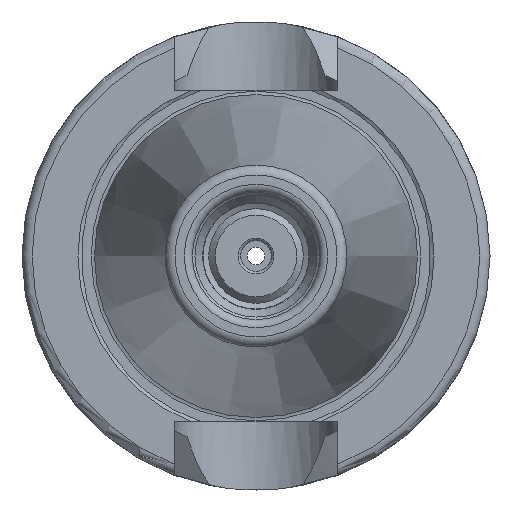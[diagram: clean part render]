
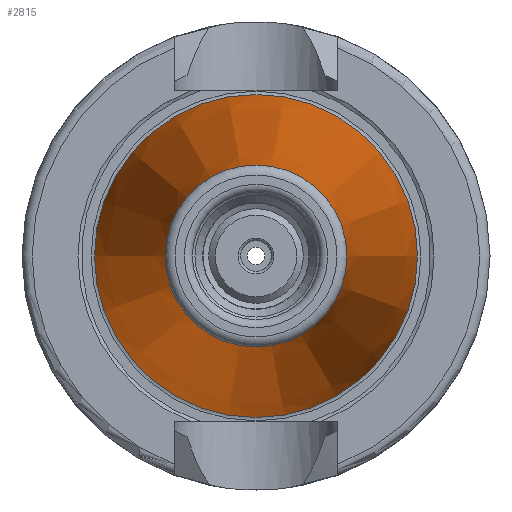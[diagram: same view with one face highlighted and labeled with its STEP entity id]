
A CAD part, left-side view. The second image highlights one B-rep face of the part: STEP entity #2815.
In plain terms, the highlighted conical face has half-angle 8.297 degrees and reference radius 12.408 mm.
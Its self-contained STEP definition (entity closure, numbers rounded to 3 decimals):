
#1335=CARTESIAN_POINT('',(0.0,15.875,0.0));
#1336=VERTEX_POINT('',#1335);
#1337=CARTESIAN_POINT('',(0.0,0.0,0.0));
#1338=DIRECTION('',(1.0,0.0,0.0));
#1339=DIRECTION('',(0.0,1.0,0.0));
#1340=AXIS2_PLACEMENT_3D('',#1337,#1338,#1339);
#1341=CIRCLE('',#1340,15.875);
#1342=EDGE_CURVE('',#1336,#1336,#1341,.T.);
#2789=CARTESIAN_POINT('',(-47.544,8.941,0.0));
#2790=VERTEX_POINT('',#2789);
#2791=CARTESIAN_POINT('',(-47.544,0.0,0.0));
#2792=DIRECTION('',(1.0,0.0,0.0));
#2793=DIRECTION('',(0.0,1.0,0.0));
#2794=AXIS2_PLACEMENT_3D('',#2791,#2792,#2793);
#2795=CIRCLE('',#2794,8.941);
#2796=EDGE_CURVE('',#2790,#2790,#2795,.T.);
#2804=CARTESIAN_POINT('',(-23.772,0.0,0.0));
#2805=DIRECTION('',(1.0,0.0,0.0));
#2806=DIRECTION('',(0.0,1.0,0.0));
#2807=AXIS2_PLACEMENT_3D('',#2804,#2805,#2806);
#2808=CONICAL_SURFACE('',#2807,12.408,8.297);
#2809=ORIENTED_EDGE('',*,*,#1342,.F.);
#2810=EDGE_LOOP('',(#2809));
#2811=FACE_OUTER_BOUND('',#2810,.T.);
#2812=ORIENTED_EDGE('',*,*,#2796,.T.);
#2813=EDGE_LOOP('',(#2812));
#2814=FACE_BOUND('',#2813,.T.);
#2815=ADVANCED_FACE('',(#2811,#2814),#2808,.T.);
